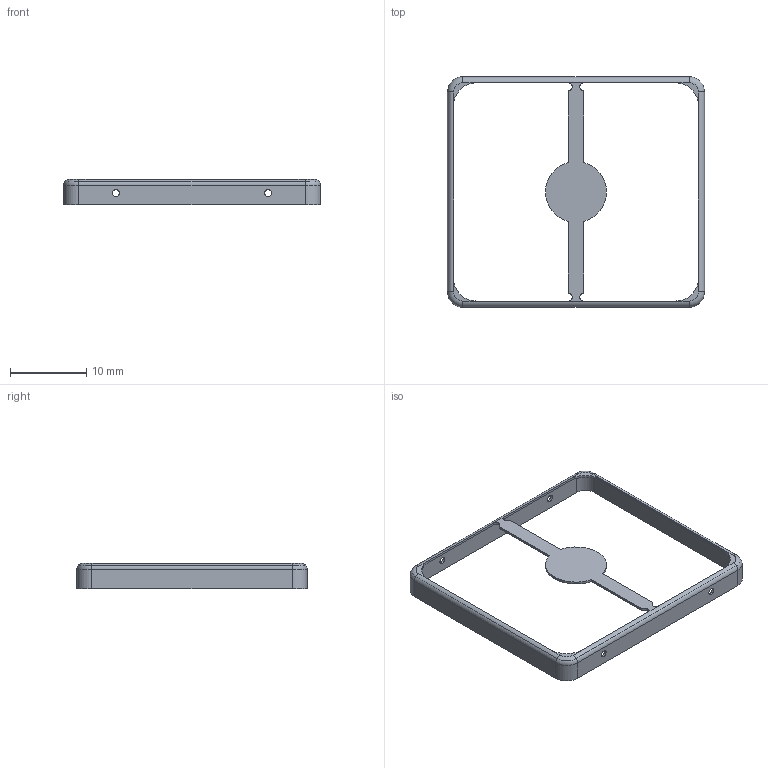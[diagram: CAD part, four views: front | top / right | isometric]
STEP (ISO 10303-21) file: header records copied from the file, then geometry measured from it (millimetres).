
FILE_DESCRIPTION(('FreeCAD Model'),'2;1');
FILE_NAME('Open CASCADE Shape Model','2023-05-08T17:06:47',('Author'),( ''),'Open CASCADE STEP processor 7.6','FreeCAD','Unknown');
FILE_SCHEMA(('AUTOMOTIVE_DESIGN { 1 0 10303 214 1 1 1 1 }'));
Length unit declared in the file: millimetre
Products named in the file (1): Body
Bounding box: 33.8 x 30.3 x 3.3 mm (x, y, z)
Volume: 152.1 mm3; surface area: 1177.9 mm2
Topology: 1 solids, 1 shells, 60 faces, 156 edges, 96 vertices
Faces by surface type: cylinder 30, plane 26, torus 4
Full cylindrical faces by diameter (mm): 0.9 x4
Entity records: 3966 total; most frequent: CARTESIAN_POINT 745, DIRECTION 634, LINE 352, VECTOR 352, ORIENTED_EDGE 312, PCURVE 312, DEFINITIONAL_REPRESENTATION 312, EDGE_CURVE 156
